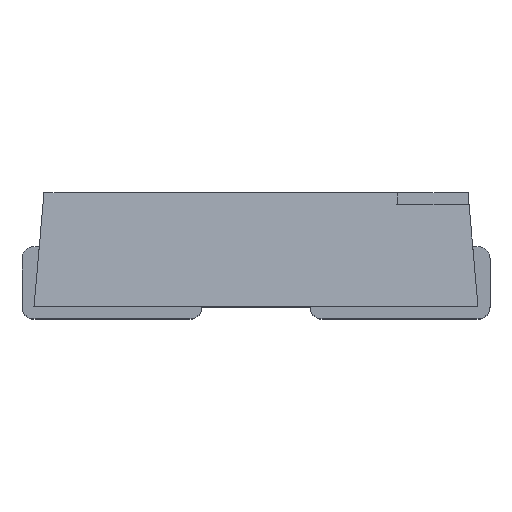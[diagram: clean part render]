
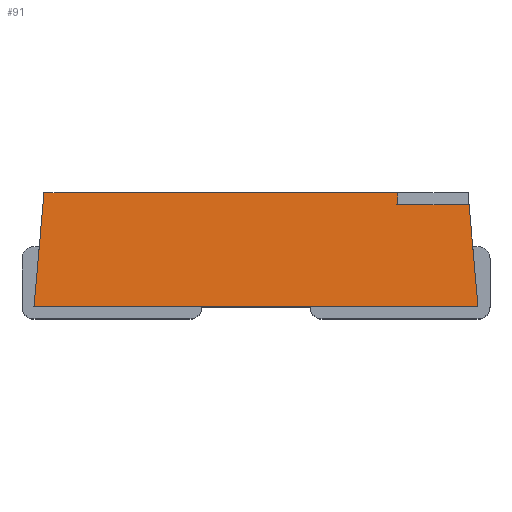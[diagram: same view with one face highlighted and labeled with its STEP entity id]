
A CAD part, top view. The second image highlights one B-rep face of the part: STEP entity #91.
In plain terms, the highlighted planar face has unit normal (0, 0.087, 0.996).
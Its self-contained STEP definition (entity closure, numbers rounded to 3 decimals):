
#2 = EDGE_CURVE ( 'NONE', #293, #834, #229, .T. ) ;
#13 = AXIS2_PLACEMENT_3D ( 'NONE', #975, #273, #1110 ) ;
#28 = VECTOR ( 'NONE', #1126, 1000. ) ;
#71 = LINE ( 'NONE', #777, #947 ) ;
#72 = ORIENTED_EDGE ( 'NONE', *, *, #516, .T. ) ;
#91 = ADVANCED_FACE ( 'NONE', ( #473 ), #253, .T. ) ;
#100 = CARTESIAN_POINT ( 'NONE',  ( -1.85, 0.85, 1.676 ) ) ;
#144 = LINE ( 'NONE', #734, #1407 ) ;
#203 = CARTESIAN_POINT ( 'NONE',  ( 1.776, 0.85, 1.676 ) ) ;
#229 = LINE ( 'NONE', #1255, #1445 ) ;
#253 = PLANE ( 'NONE',  #13 ) ;
#273 = DIRECTION ( 'NONE',  ( 0., 0.087, 0.996 ) ) ;
#283 = EDGE_CURVE ( 'NONE', #1324, #1039, #1010, .T. ) ;
#286 = CARTESIAN_POINT ( 'NONE',  ( -1.85, 0., 1.75 ) ) ;
#293 = VERTEX_POINT ( 'NONE', #329 ) ;
#295 = VECTOR ( 'NONE', #1171, 1000. ) ;
#329 = CARTESIAN_POINT ( 'NONE',  ( -1.767, 0.95, 1.667 ) ) ;
#335 = DIRECTION ( 'NONE',  ( 0.087, 0.992, -0.087 ) ) ;
#375 = ORIENTED_EDGE ( 'NONE', *, *, #283, .F. ) ;
#473 = FACE_OUTER_BOUND ( 'NONE', #1306, .T. ) ;
#516 = EDGE_CURVE ( 'NONE', #834, #927, #1020, .T. ) ;
#525 = CARTESIAN_POINT ( 'NONE',  ( 1.183, 0.95, 1.667 ) ) ;
#528 = EDGE_CURVE ( 'NONE', #1039, #927, #71, .T. ) ;
#709 = VECTOR ( 'NONE', #335, 1000. ) ;
#734 = CARTESIAN_POINT ( 'NONE',  ( 0., 0.95, 1.667 ) ) ;
#777 = CARTESIAN_POINT ( 'NONE',  ( 1.822, 0.319, 1.722 ) ) ;
#779 = EDGE_CURVE ( 'NONE', #1324, #863, #1018, .T. ) ;
#788 = DIRECTION ( 'NONE',  ( -0.087, -0.992, 0.087 ) ) ;
#834 = VERTEX_POINT ( 'NONE', #1461 ) ;
#854 = DIRECTION ( 'NONE',  ( 1., 0., 0. ) ) ;
#863 = VERTEX_POINT ( 'NONE', #525 ) ;
#898 = ORIENTED_EDGE ( 'NONE', *, *, #528, .F. ) ;
#927 = VERTEX_POINT ( 'NONE', #1139 ) ;
#941 = ORIENTED_EDGE ( 'NONE', *, *, #1249, .F. ) ;
#947 = VECTOR ( 'NONE', #1242, 1000. ) ;
#975 = CARTESIAN_POINT ( 'NONE',  ( -1.85, 0., 1.75 ) ) ;
#1010 = LINE ( 'NONE', #100, #295 ) ;
#1018 = LINE ( 'NONE', #1176, #709 ) ;
#1020 = LINE ( 'NONE', #286, #28 ) ;
#1039 = VERTEX_POINT ( 'NONE', #203 ) ;
#1110 = DIRECTION ( 'NONE',  ( 0., -0.996, 0.087 ) ) ;
#1126 = DIRECTION ( 'NONE',  ( 1., 0., 0. ) ) ;
#1135 = ORIENTED_EDGE ( 'NONE', *, *, #779, .T. ) ;
#1139 = CARTESIAN_POINT ( 'NONE',  ( 1.85, 0., 1.75 ) ) ;
#1171 = DIRECTION ( 'NONE',  ( 1., 0., 0. ) ) ;
#1176 = CARTESIAN_POINT ( 'NONE',  ( 1.078, -0.254, 1.772 ) ) ;
#1242 = DIRECTION ( 'NONE',  ( 0.087, -0.992, 0.087 ) ) ;
#1249 = EDGE_CURVE ( 'NONE', #293, #863, #144, .T. ) ;
#1255 = CARTESIAN_POINT ( 'NONE',  ( -1.85, 0., 1.75 ) ) ;
#1306 = EDGE_LOOP ( 'NONE', ( #375, #1135, #941, #1340, #72, #898 ) ) ;
#1324 = VERTEX_POINT ( 'NONE', #1329 ) ;
#1329 = CARTESIAN_POINT ( 'NONE',  ( 1.174, 0.85, 1.676 ) ) ;
#1340 = ORIENTED_EDGE ( 'NONE', *, *, #2, .T. ) ;
#1407 = VECTOR ( 'NONE', #854, 1000. ) ;
#1445 = VECTOR ( 'NONE', #788, 1000. ) ;
#1461 = CARTESIAN_POINT ( 'NONE',  ( -1.85, 0., 1.75 ) ) ;
